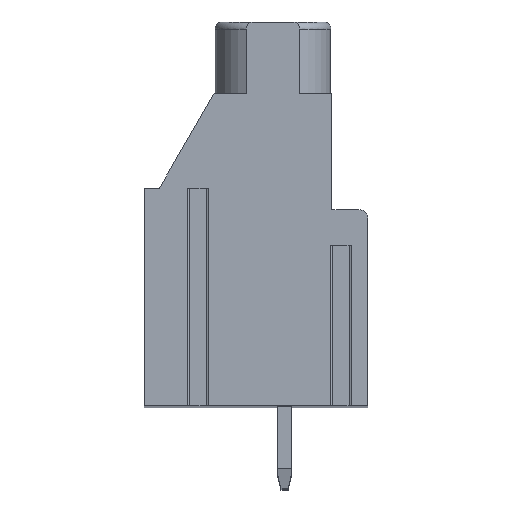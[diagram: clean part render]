
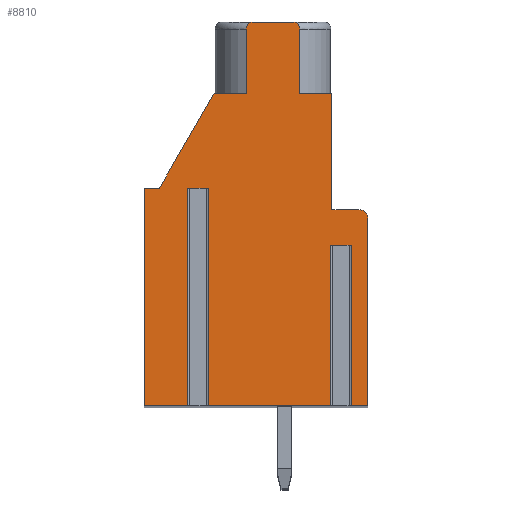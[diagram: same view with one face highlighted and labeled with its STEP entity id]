
A CAD part, top view. The second image highlights one B-rep face of the part: STEP entity #8810.
In plain terms, the highlighted planar face has unit normal (0, 0, 1).
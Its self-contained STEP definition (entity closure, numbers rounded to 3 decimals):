
#65=DIRECTION('',(-1.,0.,0.));
#66=VECTOR('',#65,1.146);
#67=CARTESIAN_POINT('',(-2.127,1.2,60.325));
#68=LINE('',#67,#66);
#69=DIRECTION('',(0.,-1.,0.));
#70=VECTOR('',#69,12.2);
#71=CARTESIAN_POINT('',(-3.273,1.2,60.325));
#72=LINE('',#71,#70);
#73=DIRECTION('',(1.,0.,0.));
#74=VECTOR('',#73,2.427);
#75=CARTESIAN_POINT('',(-5.7,-11.,60.325));
#76=LINE('',#75,#74);
#77=DIRECTION('',(0.,-1.,0.));
#78=VECTOR('',#77,12.2);
#79=CARTESIAN_POINT('',(-5.7,1.2,60.325));
#80=LINE('',#79,#78);
#81=DIRECTION('',(-1.,0.,0.));
#82=VECTOR('',#81,0.84);
#83=CARTESIAN_POINT('',(-4.86,1.2,60.325));
#84=LINE('',#83,#82);
#85=DIRECTION('',(-0.5,-0.866,0.));
#86=VECTOR('',#85,6.12);
#87=CARTESIAN_POINT('',(-1.8,6.5,60.325));
#88=LINE('',#87,#86);
#89=DIRECTION('',(-1.,0.,0.));
#90=VECTOR('',#89,1.8);
#91=CARTESIAN_POINT('',(0.,6.5,60.325));
#92=LINE('',#91,#90);
#93=DIRECTION('',(0.,-1.,0.));
#94=VECTOR('',#93,3.6);
#95=CARTESIAN_POINT('',(0.,10.1,60.325));
#96=LINE('',#95,#94);
#97=CARTESIAN_POINT('',(0.4,10.1,60.325));
#98=DIRECTION('',(0.,0.,1.));
#99=DIRECTION('',(0.,1.,0.));
#100=AXIS2_PLACEMENT_3D('',#97,#98,#99);
#102=DIRECTION('',(-1.,0.,0.));
#103=VECTOR('',#102,2.2);
#104=CARTESIAN_POINT('',(2.6,10.5,60.325));
#105=LINE('',#104,#103);
#106=CARTESIAN_POINT('',(2.6,10.1,60.325));
#107=DIRECTION('',(0.,0.,1.));
#108=DIRECTION('',(1.,0.,0.));
#109=AXIS2_PLACEMENT_3D('',#106,#107,#108);
#111=DIRECTION('',(0.,1.,0.));
#112=VECTOR('',#111,3.6);
#113=CARTESIAN_POINT('',(3.,6.5,60.325));
#114=LINE('',#113,#112);
#115=DIRECTION('',(-1.,0.,0.));
#116=VECTOR('',#115,1.8);
#117=CARTESIAN_POINT('',(4.8,6.5,60.325));
#118=LINE('',#117,#116);
#119=DIRECTION('',(0.,1.,0.));
#120=VECTOR('',#119,6.5);
#121=CARTESIAN_POINT('',(4.8,0.,60.325));
#122=LINE('',#121,#120);
#123=DIRECTION('',(-1.,0.,0.));
#124=VECTOR('',#123,1.5);
#125=CARTESIAN_POINT('',(6.3,0.,60.325));
#126=LINE('',#125,#124);
#127=CARTESIAN_POINT('',(6.3,-0.5,60.325));
#128=DIRECTION('',(0.,0.,1.));
#129=DIRECTION('',(1.,0.,0.));
#130=AXIS2_PLACEMENT_3D('',#127,#128,#129);
#132=DIRECTION('',(0.,1.,0.));
#133=VECTOR('',#132,10.5);
#134=CARTESIAN_POINT('',(6.8,-11.,60.325));
#135=LINE('',#134,#133);
#136=DIRECTION('',(1.,0.,0.));
#137=VECTOR('',#136,0.925);
#138=CARTESIAN_POINT('',(5.875,-11.,60.325));
#139=LINE('',#138,#137);
#140=DIRECTION('',(0.,-1.,0.));
#141=VECTOR('',#140,9.);
#142=CARTESIAN_POINT('',(5.875,-2.,60.325));
#143=LINE('',#142,#141);
#144=DIRECTION('',(-1.,0.,0.));
#145=VECTOR('',#144,1.146);
#146=CARTESIAN_POINT('',(5.875,-2.,60.325));
#147=LINE('',#146,#145);
#148=DIRECTION('',(0.,-1.,0.));
#149=VECTOR('',#148,9.);
#150=CARTESIAN_POINT('',(4.728,-2.,60.325));
#151=LINE('',#150,#149);
#152=DIRECTION('',(1.,0.,0.));
#153=VECTOR('',#152,6.855);
#154=CARTESIAN_POINT('',(-2.127,-11.,60.325));
#155=LINE('',#154,#153);
#156=DIRECTION('',(0.,-1.,0.));
#157=VECTOR('',#156,12.2);
#158=CARTESIAN_POINT('',(-2.127,1.2,60.325));
#159=LINE('',#158,#157);
#6851=CARTESIAN_POINT('',(6.8,-11.,60.325));
#6852=CARTESIAN_POINT('',(6.8,-0.5,60.325));
#6853=VERTEX_POINT('',#6851);
#6854=VERTEX_POINT('',#6852);
#6855=CARTESIAN_POINT('',(6.3,0.,60.325));
#6856=VERTEX_POINT('',#6855);
#6857=CARTESIAN_POINT('',(4.8,0.,60.325));
#6858=VERTEX_POINT('',#6857);
#6859=CARTESIAN_POINT('',(4.8,6.5,60.325));
#6860=VERTEX_POINT('',#6859);
#6861=CARTESIAN_POINT('',(3.,6.5,60.325));
#6862=VERTEX_POINT('',#6861);
#6863=CARTESIAN_POINT('',(3.,10.1,60.325));
#6864=VERTEX_POINT('',#6863);
#6865=CARTESIAN_POINT('',(2.6,10.5,60.325));
#6866=VERTEX_POINT('',#6865);
#6867=CARTESIAN_POINT('',(0.4,10.5,60.325));
#6868=VERTEX_POINT('',#6867);
#6869=CARTESIAN_POINT('',(0.,10.1,60.325));
#6870=VERTEX_POINT('',#6869);
#6871=CARTESIAN_POINT('',(0.,6.5,60.325));
#6872=VERTEX_POINT('',#6871);
#6873=CARTESIAN_POINT('',(-1.8,6.5,60.325));
#6874=VERTEX_POINT('',#6873);
#6875=CARTESIAN_POINT('',(-4.86,1.2,60.325));
#6876=VERTEX_POINT('',#6875);
#6877=CARTESIAN_POINT('',(-5.7,1.2,60.325));
#6878=VERTEX_POINT('',#6877);
#6879=CARTESIAN_POINT('',(-5.7,-11.,60.325));
#6880=VERTEX_POINT('',#6879);
#7037=CARTESIAN_POINT('',(5.875,-2.,60.325));
#7038=CARTESIAN_POINT('',(4.728,-2.,60.325));
#7039=VERTEX_POINT('',#7037);
#7040=VERTEX_POINT('',#7038);
#7041=CARTESIAN_POINT('',(5.875,-11.,60.325));
#7042=VERTEX_POINT('',#7041);
#7043=CARTESIAN_POINT('',(4.728,-11.,60.325));
#7044=VERTEX_POINT('',#7043);
#7069=CARTESIAN_POINT('',(-2.127,1.2,60.325));
#7070=CARTESIAN_POINT('',(-3.273,1.2,60.325));
#7071=VERTEX_POINT('',#7069);
#7072=VERTEX_POINT('',#7070);
#7073=CARTESIAN_POINT('',(-2.127,-11.,60.325));
#7074=VERTEX_POINT('',#7073);
#7075=CARTESIAN_POINT('',(-3.273,-11.,60.325));
#7076=VERTEX_POINT('',#7075);
#8757=CARTESIAN_POINT('',(0.,0.,60.325));
#8758=DIRECTION('',(0.,0.,1.));
#8759=DIRECTION('',(1.,0.,0.));
#8760=AXIS2_PLACEMENT_3D('',#8757,#8758,#8759);
#8761=PLANE('',#8760);
#8763=ORIENTED_EDGE('',*,*,#8762,.T.);
#8765=ORIENTED_EDGE('',*,*,#8764,.T.);
#8767=ORIENTED_EDGE('',*,*,#8766,.F.);
#8769=ORIENTED_EDGE('',*,*,#8768,.F.);
#8771=ORIENTED_EDGE('',*,*,#8770,.F.);
#8773=ORIENTED_EDGE('',*,*,#8772,.F.);
#8775=ORIENTED_EDGE('',*,*,#8774,.F.);
#8777=ORIENTED_EDGE('',*,*,#8776,.F.);
#8779=ORIENTED_EDGE('',*,*,#8778,.F.);
#8781=ORIENTED_EDGE('',*,*,#8780,.F.);
#8783=ORIENTED_EDGE('',*,*,#8782,.F.);
#8785=ORIENTED_EDGE('',*,*,#8784,.F.);
#8787=ORIENTED_EDGE('',*,*,#8786,.F.);
#8789=ORIENTED_EDGE('',*,*,#8788,.F.);
#8791=ORIENTED_EDGE('',*,*,#8790,.F.);
#8793=ORIENTED_EDGE('',*,*,#8792,.F.);
#8795=ORIENTED_EDGE('',*,*,#8794,.F.);
#8797=ORIENTED_EDGE('',*,*,#8796,.F.);
#8799=ORIENTED_EDGE('',*,*,#8798,.F.);
#8801=ORIENTED_EDGE('',*,*,#8800,.T.);
#8803=ORIENTED_EDGE('',*,*,#8802,.T.);
#8805=ORIENTED_EDGE('',*,*,#8804,.F.);
#8807=ORIENTED_EDGE('',*,*,#8806,.F.);
#8808=EDGE_LOOP('',(#8763,#8765,#8767,#8769,#8771,#8773,#8775,#8777,#8779,#8781,
#8783,#8785,#8787,#8789,#8791,#8793,#8795,#8797,#8799,#8801,#8803,#8805,#8807));
#8809=FACE_OUTER_BOUND('',#8808,.F.);
#101=CIRCLE('',#100,0.4);
#110=CIRCLE('',#109,0.4);
#131=CIRCLE('',#130,0.5);
#8762=EDGE_CURVE('',#7071,#7072,#68,.T.);
#8764=EDGE_CURVE('',#7072,#7076,#72,.T.);
#8766=EDGE_CURVE('',#6880,#7076,#76,.T.);
#8768=EDGE_CURVE('',#6878,#6880,#80,.T.);
#8770=EDGE_CURVE('',#6876,#6878,#84,.T.);
#8772=EDGE_CURVE('',#6874,#6876,#88,.T.);
#8774=EDGE_CURVE('',#6872,#6874,#92,.T.);
#8776=EDGE_CURVE('',#6870,#6872,#96,.T.);
#8778=EDGE_CURVE('',#6868,#6870,#101,.T.);
#8780=EDGE_CURVE('',#6866,#6868,#105,.T.);
#8782=EDGE_CURVE('',#6864,#6866,#110,.T.);
#8784=EDGE_CURVE('',#6862,#6864,#114,.T.);
#8786=EDGE_CURVE('',#6860,#6862,#118,.T.);
#8788=EDGE_CURVE('',#6858,#6860,#122,.T.);
#8790=EDGE_CURVE('',#6856,#6858,#126,.T.);
#8792=EDGE_CURVE('',#6854,#6856,#131,.T.);
#8794=EDGE_CURVE('',#6853,#6854,#135,.T.);
#8796=EDGE_CURVE('',#7042,#6853,#139,.T.);
#8798=EDGE_CURVE('',#7039,#7042,#143,.T.);
#8800=EDGE_CURVE('',#7039,#7040,#147,.T.);
#8802=EDGE_CURVE('',#7040,#7044,#151,.T.);
#8804=EDGE_CURVE('',#7074,#7044,#155,.T.);
#8806=EDGE_CURVE('',#7071,#7074,#159,.T.);
#8810=ADVANCED_FACE('',(#8809),#8761,.T.);
